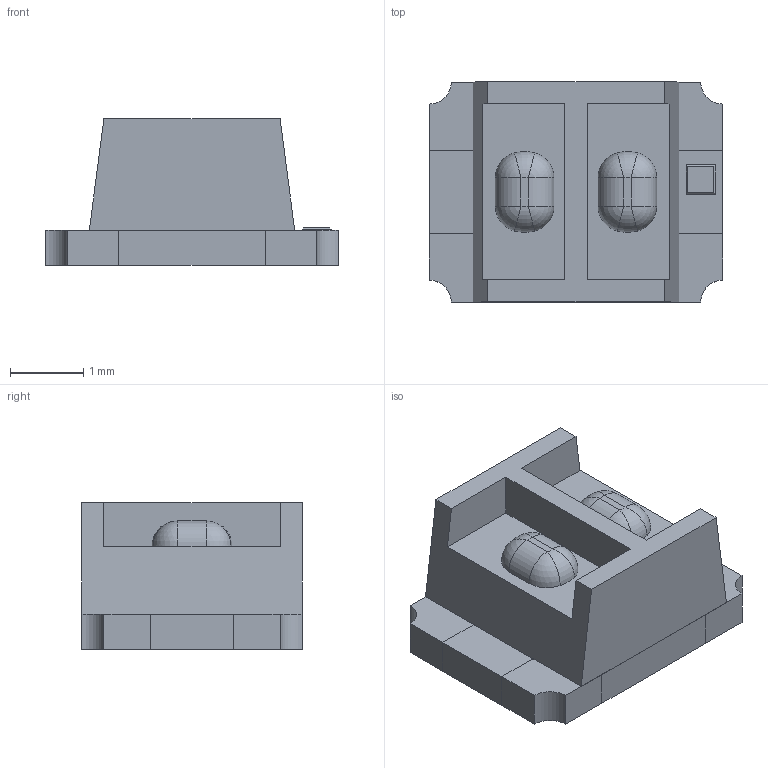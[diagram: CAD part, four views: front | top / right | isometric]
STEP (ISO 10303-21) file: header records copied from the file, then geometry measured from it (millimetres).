
FILE_DESCRIPTION(/* description */ ('STEP AP242','CAx-IF Rec.Pracs.---Representation and Presentation of Product Manufacturing Information (PMI)---4.0---2014-10-13','CAx-IF Rec.Pracs.---3D Tessellated Geometry---0.4---2014-09-14','2;1'),/* implementation_level */ '2;1');
FILE_NAME(/* name */ '685f9321252e300eb115f9ed',/* time_stamp */ '2025-06-28T07:00:49Z',/* author */ (''),/* organization */ (''),/* preprocessor_version */ 'ST-DEVELOPER v20',/* originating_system */ 'ONSHAPE BY PTC INC, 1.200',/* authorisation */ ' ');
FILE_SCHEMA (('AP242_MANAGED_MODEL_BASED_3D_ENGINEERING_MIM_LF { 1 0 10303 442 1 1 4 }'));
Length unit declared in the file: metre
Products named in the file (9): Part 7; Part 1; Part 2; Part 3; Part 4; Part 5; Part 6; Part 8; Part 9
Bounding box: 4 x 3 x 2 mm (x, y, z)
Volume: 14.7 mm3; surface area: 77.6 mm2
Topology: 9 solids, 9 shells, 86 faces, 200 edges, 124 vertices
Faces by surface type: plane 66, cylinder 8, sphere 8, torus 4
Entity records: 2585 total; most frequent: DIRECTION 422, CARTESIAN_POINT 411, ORIENTED_EDGE 384, EDGE_CURVE 192, LINE 152, VECTOR 152, AXIS2_PLACEMENT_3D 135, VERTEX_POINT 124
